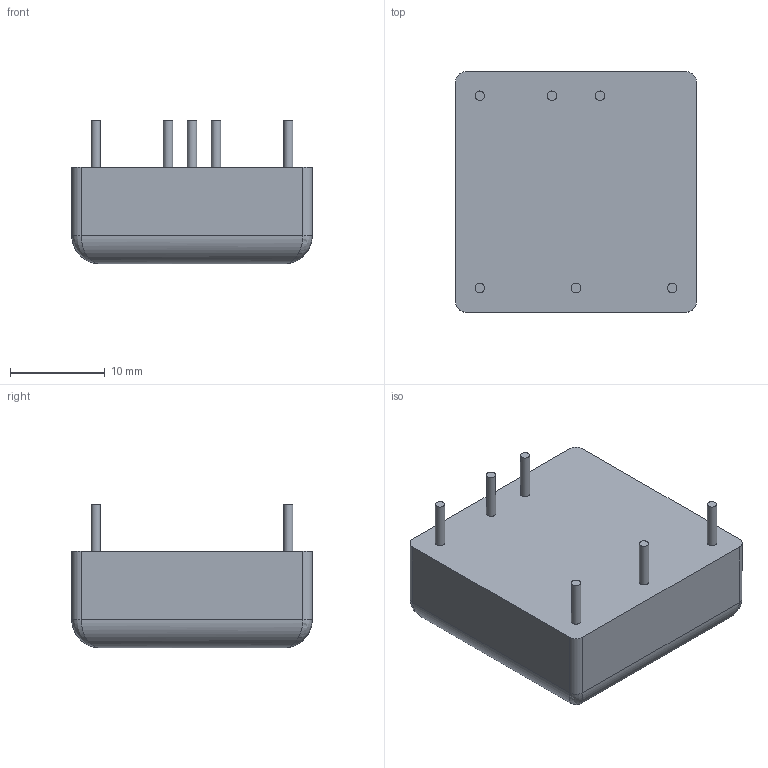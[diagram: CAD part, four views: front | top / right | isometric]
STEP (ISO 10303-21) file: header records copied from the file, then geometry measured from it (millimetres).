
FILE_DESCRIPTION(/* description */ (''),/* implementation_level */ '2;1');
FILE_NAME(/* name */ 'dkmw30.step',/* time_stamp */ '2019-10-25T01:38:30+02:00',/* author */ (''),/* organization */ (''),/* preprocessor_version */ 'ST-DEVELOPER v18',/* originating_system */ 'Autodesk Translation Framework v8.6.0.1094',/* authorisation */ '');
FILE_SCHEMA (('AUTOMOTIVE_DESIGN { 1 0 10303 214 3 1 1 }'));
Length unit declared in the file: millimetre
Products named in the file (2): dkmw30; Component1
Assembly tree (1 placements, depth 2):
  dkmw30
    Component1
Bounding box: 25.4 x 25.4 x 15.2 mm (x, y, z)
Volume: 6410.4 mm3; surface area: 2277.3 mm2
Topology: 7 solids, 7 shells, 36 faces, 58 edges, 32 vertices
Faces by surface type: plane 18, cylinder 14, bspline 4
Full cylindrical faces by diameter (mm): 1 x6
Entity records: 948 total; most frequent: CARTESIAN_POINT 241, DIRECTION 152, ORIENTED_EDGE 108, AXIS2_PLACEMENT_3D 63, EDGE_CURVE 54, FACE_OUTER_BOUND 36, EDGE_LOOP 36, ADVANCED_FACE 36
